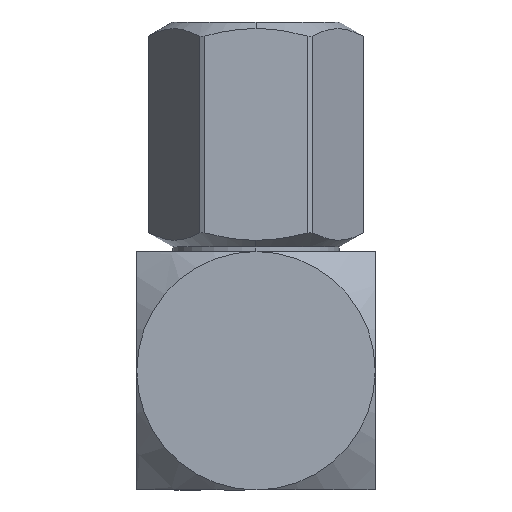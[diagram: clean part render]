
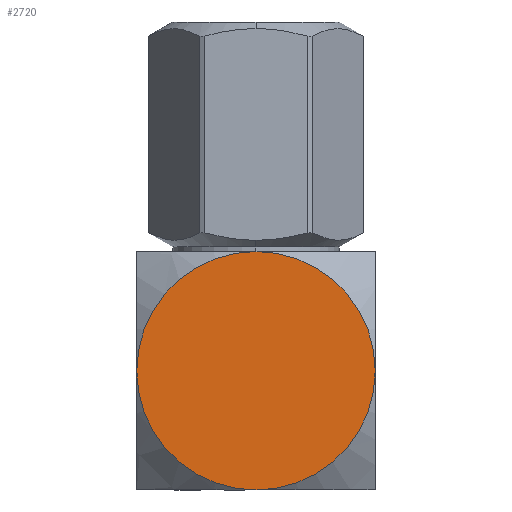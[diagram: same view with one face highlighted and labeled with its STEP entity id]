
A CAD part, left-side view. The second image highlights one B-rep face of the part: STEP entity #2720.
In plain terms, the highlighted planar face has unit normal (-1, 0, 0).
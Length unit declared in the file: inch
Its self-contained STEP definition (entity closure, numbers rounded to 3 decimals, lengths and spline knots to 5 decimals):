
#106 = CARTESIAN_POINT ( 'NONE',  ( -0.15748, 0., -0.15748 ) ) ;
#180 = CARTESIAN_POINT ( 'NONE',  ( -0.15748, 0., 0.15748 ) ) ;
#734 = AXIS2_PLACEMENT_3D ( 'NONE', #1696, #4611, #2174 ) ;
#1044 = VERTEX_POINT ( 'NONE', #3610 ) ;
#1192 = AXIS2_PLACEMENT_3D ( 'NONE', #4743, #4404, #1510 ) ;
#1194 = VERTEX_POINT ( 'NONE', #180 ) ;
#1263 = CIRCLE ( 'NONE', #4132, 0.15748 ) ;
#1510 = DIRECTION ( 'NONE',  ( 0., 0., 1. ) ) ;
#1687 = CARTESIAN_POINT ( 'NONE',  ( -0.15748, 0., 0. ) ) ;
#1696 = CARTESIAN_POINT ( 'NONE',  ( -0.15748, -0.15748, 0.15748 ) ) ;
#1745 = PLANE ( 'NONE',  #734 ) ;
#2058 = CIRCLE ( 'NONE', #1192, 0.15748 ) ;
#2174 = DIRECTION ( 'NONE',  ( 0., 0., -1. ) ) ;
#2196 = DIRECTION ( 'NONE',  ( 1., 0., 0. ) ) ;
#2210 = EDGE_CURVE ( 'NONE', #1194, #1044, #2058, .T. ) ;
#2367 = CARTESIAN_POINT ( 'NONE',  ( -0.15748, -0.15748, 0. ) ) ;
#2720 = ADVANCED_FACE ( 'NONE', ( #4292 ), #1745, .F. ) ;
#2778 = ORIENTED_EDGE ( 'NONE', *, *, #2210, .T. ) ;
#3000 = CIRCLE ( 'NONE', #5186, 0.15748 ) ;
#3095 = ORIENTED_EDGE ( 'NONE', *, *, #3680, .F. ) ;
#3352 = VERTEX_POINT ( 'NONE', #106 ) ;
#3369 = CARTESIAN_POINT ( 'NONE',  ( -0.15748, 0., 0. ) ) ;
#3607 = ORIENTED_EDGE ( 'NONE', *, *, #3949, .F. ) ;
#3610 = CARTESIAN_POINT ( 'NONE',  ( -0.15748, 0.15748, 0. ) ) ;
#3680 = EDGE_CURVE ( 'NONE', #4441, #3352, #1263, .T. ) ;
#3784 = DIRECTION ( 'NONE',  ( 0., 0., -1. ) ) ;
#3949 = EDGE_CURVE ( 'NONE', #3352, #1044, #4995, .T. ) ;
#4018 = AXIS2_PLACEMENT_3D ( 'NONE', #1687, #4948, #4546 ) ;
#4035 = CARTESIAN_POINT ( 'NONE',  ( -0.15748, 0., 0. ) ) ;
#4094 = DIRECTION ( 'NONE',  ( 0., 0., -1. ) ) ;
#4132 = AXIS2_PLACEMENT_3D ( 'NONE', #4035, #5300, #4094 ) ;
#4292 = FACE_OUTER_BOUND ( 'NONE', #5145, .T. ) ;
#4404 = DIRECTION ( 'NONE',  ( -1., 0., 0. ) ) ;
#4428 = ORIENTED_EDGE ( 'NONE', *, *, #4526, .F. ) ;
#4441 = VERTEX_POINT ( 'NONE', #2367 ) ;
#4526 = EDGE_CURVE ( 'NONE', #1194, #4441, #3000, .T. ) ;
#4546 = DIRECTION ( 'NONE',  ( 0., 0., -1. ) ) ;
#4611 = DIRECTION ( 'NONE',  ( 1., 0., 0. ) ) ;
#4743 = CARTESIAN_POINT ( 'NONE',  ( -0.15748, 0., 0. ) ) ;
#4948 = DIRECTION ( 'NONE',  ( 1., 0., 0. ) ) ;
#4995 = CIRCLE ( 'NONE', #4018, 0.15748 ) ;
#5145 = EDGE_LOOP ( 'NONE', ( #3607, #3095, #4428, #2778 ) ) ;
#5186 = AXIS2_PLACEMENT_3D ( 'NONE', #3369, #2196, #3784 ) ;
#5300 = DIRECTION ( 'NONE',  ( 1., 0., 0. ) ) ;
